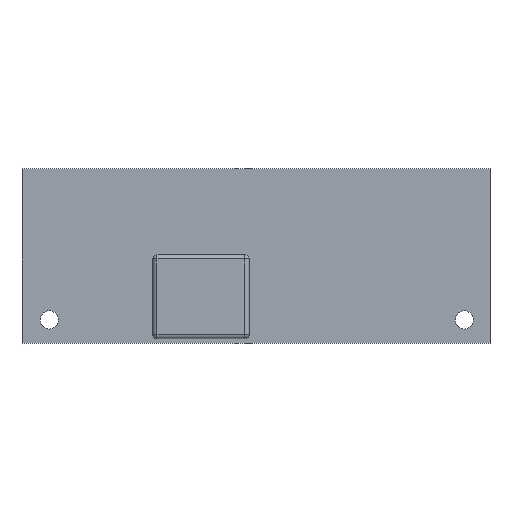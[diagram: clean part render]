
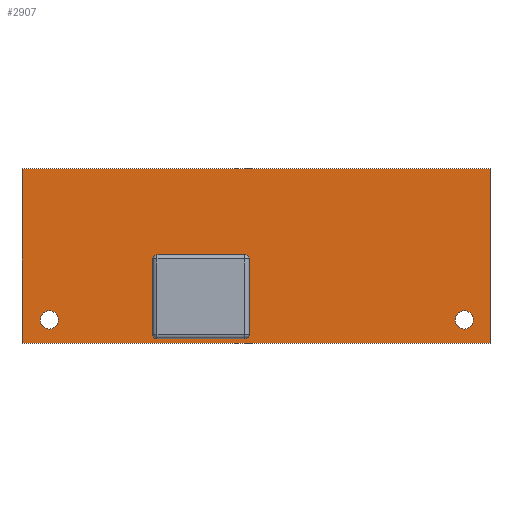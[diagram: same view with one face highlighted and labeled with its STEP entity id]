
A CAD part, top view. The second image highlights one B-rep face of the part: STEP entity #2907.
In plain terms, the highlighted planar face has unit normal (0, 0, 1).
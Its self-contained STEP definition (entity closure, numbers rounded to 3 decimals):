
#2550 = VERTEX_POINT('',#2551);
#2551 = CARTESIAN_POINT('',(210.693,-50.292,0.78));
#2558 = PLANE('',#2559);
#2559 = AXIS2_PLACEMENT_3D('',#2560,#2561,#2562);
#2560 = CARTESIAN_POINT('',(210.693,-50.292,0.));
#2561 = DIRECTION('',(0.,-1.,0.));
#2562 = DIRECTION('',(-1.,0.,0.));
#2570 = PLANE('',#2571);
#2571 = AXIS2_PLACEMENT_3D('',#2572,#2573,#2574);
#2572 = CARTESIAN_POINT('',(210.693,-29.292,0.));
#2573 = DIRECTION('',(1.,0.,-0.));
#2574 = DIRECTION('',(0.,-1.,0.));
#2582 = EDGE_CURVE('',#2550,#2583,#2585,.T.);
#2583 = VERTEX_POINT('',#2584);
#2584 = CARTESIAN_POINT('',(154.305,-50.292,0.78));
#2585 = SURFACE_CURVE('',#2586,(#2590,#2597),.PCURVE_S1.);
#2586 = LINE('',#2587,#2588);
#2587 = CARTESIAN_POINT('',(210.693,-50.292,0.78));
#2588 = VECTOR('',#2589,1.);
#2589 = DIRECTION('',(-1.,0.,0.));
#2590 = PCURVE('',#2558,#2591);
#2591 = DEFINITIONAL_REPRESENTATION('',(#2592),#2596);
#2592 = LINE('',#2593,#2594);
#2593 = CARTESIAN_POINT('',(0.,-0.78));
#2594 = VECTOR('',#2595,1.);
#2595 = DIRECTION('',(1.,0.));
#2596 = ( GEOMETRIC_REPRESENTATION_CONTEXT(2) 
PARAMETRIC_REPRESENTATION_CONTEXT() REPRESENTATION_CONTEXT('2D SPACE',''
  ) );
#2597 = PCURVE('',#2598,#2603);
#2598 = PLANE('',#2599);
#2599 = AXIS2_PLACEMENT_3D('',#2600,#2601,#2602);
#2600 = CARTESIAN_POINT('',(182.499,-39.792,0.78));
#2601 = DIRECTION('',(-0.,-0.,-1.));
#2602 = DIRECTION('',(-1.,0.,0.));
#2603 = DEFINITIONAL_REPRESENTATION('',(#2604),#2608);
#2604 = LINE('',#2605,#2606);
#2605 = CARTESIAN_POINT('',(-28.194,-10.5));
#2606 = VECTOR('',#2607,1.);
#2607 = DIRECTION('',(1.,0.));
#2608 = ( GEOMETRIC_REPRESENTATION_CONTEXT(2) 
PARAMETRIC_REPRESENTATION_CONTEXT() REPRESENTATION_CONTEXT('2D SPACE',''
  ) );
#2626 = PLANE('',#2627);
#2627 = AXIS2_PLACEMENT_3D('',#2628,#2629,#2630);
#2628 = CARTESIAN_POINT('',(154.305,-50.292,0.));
#2629 = DIRECTION('',(-1.,0.,0.));
#2630 = DIRECTION('',(0.,1.,0.));
#2670 = VERTEX_POINT('',#2671);
#2671 = CARTESIAN_POINT('',(210.693,-29.292,0.78));
#2685 = PLANE('',#2686);
#2686 = AXIS2_PLACEMENT_3D('',#2687,#2688,#2689);
#2687 = CARTESIAN_POINT('',(154.305,-29.292,0.));
#2688 = DIRECTION('',(0.,1.,0.));
#2689 = DIRECTION('',(1.,0.,0.));
#2697 = EDGE_CURVE('',#2670,#2550,#2698,.T.);
#2698 = SURFACE_CURVE('',#2699,(#2703,#2710),.PCURVE_S1.);
#2699 = LINE('',#2700,#2701);
#2700 = CARTESIAN_POINT('',(210.693,-29.292,0.78));
#2701 = VECTOR('',#2702,1.);
#2702 = DIRECTION('',(0.,-1.,0.));
#2703 = PCURVE('',#2570,#2704);
#2704 = DEFINITIONAL_REPRESENTATION('',(#2705),#2709);
#2705 = LINE('',#2706,#2707);
#2706 = CARTESIAN_POINT('',(0.,-0.78));
#2707 = VECTOR('',#2708,1.);
#2708 = DIRECTION('',(1.,0.));
#2709 = ( GEOMETRIC_REPRESENTATION_CONTEXT(2) 
PARAMETRIC_REPRESENTATION_CONTEXT() REPRESENTATION_CONTEXT('2D SPACE',''
  ) );
#2710 = PCURVE('',#2598,#2711);
#2711 = DEFINITIONAL_REPRESENTATION('',(#2712),#2716);
#2712 = LINE('',#2713,#2714);
#2713 = CARTESIAN_POINT('',(-28.194,10.5));
#2714 = VECTOR('',#2715,1.);
#2715 = DIRECTION('',(0.,-1.));
#2716 = ( GEOMETRIC_REPRESENTATION_CONTEXT(2) 
PARAMETRIC_REPRESENTATION_CONTEXT() REPRESENTATION_CONTEXT('2D SPACE',''
  ) );
#2744 = EDGE_CURVE('',#2583,#2745,#2747,.T.);
#2745 = VERTEX_POINT('',#2746);
#2746 = CARTESIAN_POINT('',(154.305,-29.292,0.78));
#2747 = SURFACE_CURVE('',#2748,(#2752,#2759),.PCURVE_S1.);
#2748 = LINE('',#2749,#2750);
#2749 = CARTESIAN_POINT('',(154.305,-50.292,0.78));
#2750 = VECTOR('',#2751,1.);
#2751 = DIRECTION('',(0.,1.,0.));
#2752 = PCURVE('',#2626,#2753);
#2753 = DEFINITIONAL_REPRESENTATION('',(#2754),#2758);
#2754 = LINE('',#2755,#2756);
#2755 = CARTESIAN_POINT('',(0.,-0.78));
#2756 = VECTOR('',#2757,1.);
#2757 = DIRECTION('',(1.,0.));
#2758 = ( GEOMETRIC_REPRESENTATION_CONTEXT(2) 
PARAMETRIC_REPRESENTATION_CONTEXT() REPRESENTATION_CONTEXT('2D SPACE',''
  ) );
#2759 = PCURVE('',#2598,#2760);
#2760 = DEFINITIONAL_REPRESENTATION('',(#2761),#2765);
#2761 = LINE('',#2762,#2763);
#2762 = CARTESIAN_POINT('',(28.194,-10.5));
#2763 = VECTOR('',#2764,1.);
#2764 = DIRECTION('',(0.,1.));
#2765 = ( GEOMETRIC_REPRESENTATION_CONTEXT(2) 
PARAMETRIC_REPRESENTATION_CONTEXT() REPRESENTATION_CONTEXT('2D SPACE',''
  ) );
#2861 = CYLINDRICAL_SURFACE('',#2862,1.1);
#2862 = AXIS2_PLACEMENT_3D('',#2863,#2864,#2865);
#2863 = CARTESIAN_POINT('',(207.607,-47.498,-0.39));
#2864 = DIRECTION('',(0.,0.,1.));
#2865 = DIRECTION('',(1.,0.,-0.));
#2896 = CYLINDRICAL_SURFACE('',#2897,1.1);
#2897 = AXIS2_PLACEMENT_3D('',#2898,#2899,#2900);
#2898 = CARTESIAN_POINT('',(157.607,-47.498,-0.39));
#2899 = DIRECTION('',(0.,0.,1.));
#2900 = DIRECTION('',(1.,0.,-0.));
#2907 = ADVANCED_FACE('',(#2908,#2934,#2964),#2598,.F.);
#2908 = FACE_BOUND('',#2909,.F.);
#2909 = EDGE_LOOP('',(#2910,#2911,#2912,#2933));
#2910 = ORIENTED_EDGE('',*,*,#2582,.T.);
#2911 = ORIENTED_EDGE('',*,*,#2744,.T.);
#2912 = ORIENTED_EDGE('',*,*,#2913,.T.);
#2913 = EDGE_CURVE('',#2745,#2670,#2914,.T.);
#2914 = SURFACE_CURVE('',#2915,(#2919,#2926),.PCURVE_S1.);
#2915 = LINE('',#2916,#2917);
#2916 = CARTESIAN_POINT('',(154.305,-29.292,0.78));
#2917 = VECTOR('',#2918,1.);
#2918 = DIRECTION('',(1.,0.,0.));
#2919 = PCURVE('',#2598,#2920);
#2920 = DEFINITIONAL_REPRESENTATION('',(#2921),#2925);
#2921 = LINE('',#2922,#2923);
#2922 = CARTESIAN_POINT('',(28.194,10.5));
#2923 = VECTOR('',#2924,1.);
#2924 = DIRECTION('',(-1.,0.));
#2925 = ( GEOMETRIC_REPRESENTATION_CONTEXT(2) 
PARAMETRIC_REPRESENTATION_CONTEXT() REPRESENTATION_CONTEXT('2D SPACE',''
  ) );
#2926 = PCURVE('',#2685,#2927);
#2927 = DEFINITIONAL_REPRESENTATION('',(#2928),#2932);
#2928 = LINE('',#2929,#2930);
#2929 = CARTESIAN_POINT('',(0.,-0.78));
#2930 = VECTOR('',#2931,1.);
#2931 = DIRECTION('',(1.,0.));
#2932 = ( GEOMETRIC_REPRESENTATION_CONTEXT(2) 
PARAMETRIC_REPRESENTATION_CONTEXT() REPRESENTATION_CONTEXT('2D SPACE',''
  ) );
#2933 = ORIENTED_EDGE('',*,*,#2697,.T.);
#2934 = FACE_BOUND('',#2935,.F.);
#2935 = EDGE_LOOP('',(#2936));
#2936 = ORIENTED_EDGE('',*,*,#2937,.T.);
#2937 = EDGE_CURVE('',#2938,#2938,#2940,.T.);
#2938 = VERTEX_POINT('',#2939);
#2939 = CARTESIAN_POINT('',(208.707,-47.498,0.78));
#2940 = SURFACE_CURVE('',#2941,(#2946,#2957),.PCURVE_S1.);
#2941 = CIRCLE('',#2942,1.1);
#2942 = AXIS2_PLACEMENT_3D('',#2943,#2944,#2945);
#2943 = CARTESIAN_POINT('',(207.607,-47.498,0.78));
#2944 = DIRECTION('',(0.,0.,1.));
#2945 = DIRECTION('',(1.,0.,-0.));
#2946 = PCURVE('',#2598,#2947);
#2947 = DEFINITIONAL_REPRESENTATION('',(#2948),#2956);
#2948 = ( BOUNDED_CURVE() B_SPLINE_CURVE(2,(#2949,#2950,#2951,#2952,
#2953,#2954,#2955),.UNSPECIFIED.,.T.,.F.) B_SPLINE_CURVE_WITH_KNOTS((1,2
    ,2,2,2,1),(-2.094,0.,2.094,4.189,
6.283,8.378),.UNSPECIFIED.) CURVE() 
GEOMETRIC_REPRESENTATION_ITEM() RATIONAL_B_SPLINE_CURVE((1.,0.5,1.,0.5,
1.,0.5,1.)) REPRESENTATION_ITEM('') );
#2949 = CARTESIAN_POINT('',(-26.208,-7.706));
#2950 = CARTESIAN_POINT('',(-26.208,-5.801));
#2951 = CARTESIAN_POINT('',(-24.558,-6.753));
#2952 = CARTESIAN_POINT('',(-22.908,-7.706));
#2953 = CARTESIAN_POINT('',(-24.558,-8.659));
#2954 = CARTESIAN_POINT('',(-26.208,-9.611));
#2955 = CARTESIAN_POINT('',(-26.208,-7.706));
#2956 = ( GEOMETRIC_REPRESENTATION_CONTEXT(2) 
PARAMETRIC_REPRESENTATION_CONTEXT() REPRESENTATION_CONTEXT('2D SPACE',''
  ) );
#2957 = PCURVE('',#2861,#2958);
#2958 = DEFINITIONAL_REPRESENTATION('',(#2959),#2963);
#2959 = LINE('',#2960,#2961);
#2960 = CARTESIAN_POINT('',(0.,1.17));
#2961 = VECTOR('',#2962,1.);
#2962 = DIRECTION('',(1.,0.));
#2963 = ( GEOMETRIC_REPRESENTATION_CONTEXT(2) 
PARAMETRIC_REPRESENTATION_CONTEXT() REPRESENTATION_CONTEXT('2D SPACE',''
  ) );
#2964 = FACE_BOUND('',#2965,.F.);
#2965 = EDGE_LOOP('',(#2966));
#2966 = ORIENTED_EDGE('',*,*,#2967,.T.);
#2967 = EDGE_CURVE('',#2968,#2968,#2970,.T.);
#2968 = VERTEX_POINT('',#2969);
#2969 = CARTESIAN_POINT('',(158.707,-47.498,0.78));
#2970 = SURFACE_CURVE('',#2971,(#2976,#2987),.PCURVE_S1.);
#2971 = CIRCLE('',#2972,1.1);
#2972 = AXIS2_PLACEMENT_3D('',#2973,#2974,#2975);
#2973 = CARTESIAN_POINT('',(157.607,-47.498,0.78));
#2974 = DIRECTION('',(0.,0.,1.));
#2975 = DIRECTION('',(1.,0.,-0.));
#2976 = PCURVE('',#2598,#2977);
#2977 = DEFINITIONAL_REPRESENTATION('',(#2978),#2986);
#2978 = ( BOUNDED_CURVE() B_SPLINE_CURVE(2,(#2979,#2980,#2981,#2982,
#2983,#2984,#2985),.UNSPECIFIED.,.T.,.F.) B_SPLINE_CURVE_WITH_KNOTS((1,2
    ,2,2,2,1),(-2.094,0.,2.094,4.189,
6.283,8.378),.UNSPECIFIED.) CURVE() 
GEOMETRIC_REPRESENTATION_ITEM() RATIONAL_B_SPLINE_CURVE((1.,0.5,1.,0.5,
1.,0.5,1.)) REPRESENTATION_ITEM('') );
#2979 = CARTESIAN_POINT('',(23.792,-7.706));
#2980 = CARTESIAN_POINT('',(23.792,-5.801));
#2981 = CARTESIAN_POINT('',(25.442,-6.753));
#2982 = CARTESIAN_POINT('',(27.092,-7.706));
#2983 = CARTESIAN_POINT('',(25.442,-8.659));
#2984 = CARTESIAN_POINT('',(23.792,-9.611));
#2985 = CARTESIAN_POINT('',(23.792,-7.706));
#2986 = ( GEOMETRIC_REPRESENTATION_CONTEXT(2) 
PARAMETRIC_REPRESENTATION_CONTEXT() REPRESENTATION_CONTEXT('2D SPACE',''
  ) );
#2987 = PCURVE('',#2896,#2988);
#2988 = DEFINITIONAL_REPRESENTATION('',(#2989),#2993);
#2989 = LINE('',#2990,#2991);
#2990 = CARTESIAN_POINT('',(0.,1.17));
#2991 = VECTOR('',#2992,1.);
#2992 = DIRECTION('',(1.,0.));
#2993 = ( GEOMETRIC_REPRESENTATION_CONTEXT(2) 
PARAMETRIC_REPRESENTATION_CONTEXT() REPRESENTATION_CONTEXT('2D SPACE',''
  ) );
